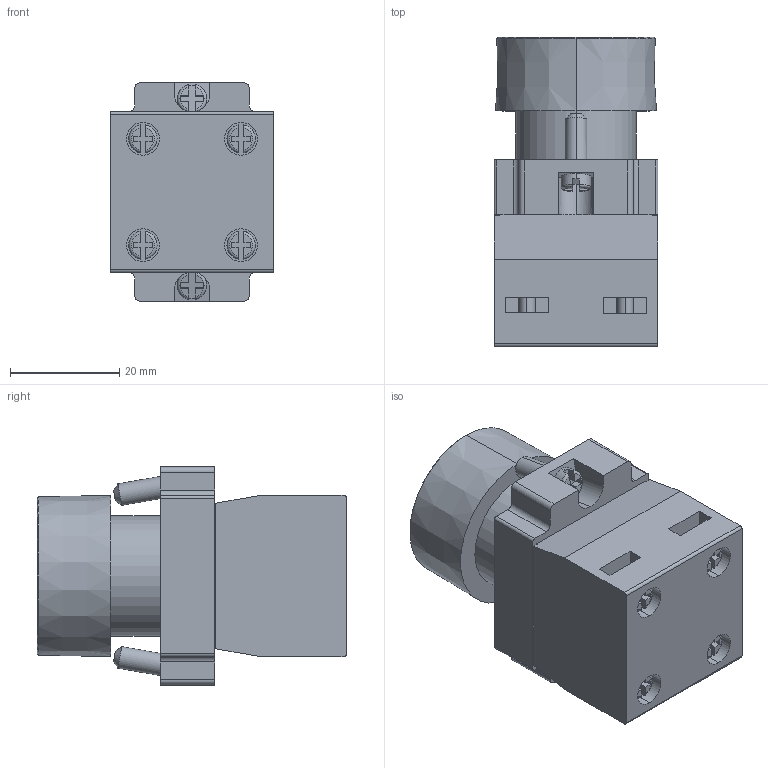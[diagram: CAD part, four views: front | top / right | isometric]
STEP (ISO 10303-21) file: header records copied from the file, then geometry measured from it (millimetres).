
FILE_DESCRIPTION (( 'STEP AP203' ), '1' );
FILE_NAME ('Ïåðåêëþ÷àòåëü BG33, BG73 3P.STEP', '2018-09-04T07:02:04', ( '' ), ( '' ), 'SwSTEP 2.0', 'SolidWorks 2017', '' );
FILE_SCHEMA (( 'CONFIG_CONTROL_DESIGN' ));
Length unit declared in the file: millimetre
Products named in the file (1): Ïåðåêëþ÷àòåëü BG33, BG73 3P
Bounding box: 30 x 56.7 x 40 mm (x, y, z)
Volume: 39661.7 mm3; surface area: 13625 mm2
Topology: 1 solids, 1 shells, 254 faces, 646 edges, 422 vertices
Faces by surface type: plane 168, cylinder 62, cone 12, torus 12
Entity records: 7785 total; most frequent: CARTESIAN_POINT 1467, ORIENTED_EDGE 1292, DIRECTION 1282, EDGE_CURVE 646, VECTOR 456, LINE 456, VERTEX_POINT 422, AXIS2_PLACEMENT_3D 413
